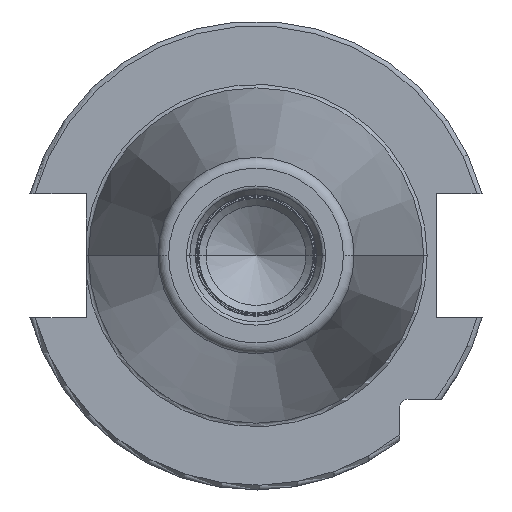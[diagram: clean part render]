
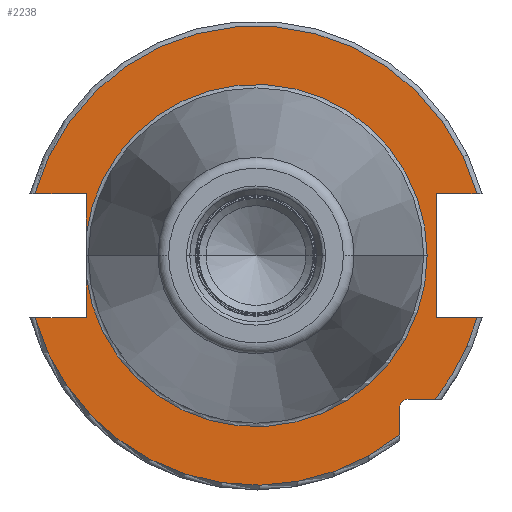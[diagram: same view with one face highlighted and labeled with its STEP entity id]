
A CAD part, left-side view. The second image highlights one B-rep face of the part: STEP entity #2238.
In plain terms, the highlighted planar face has unit normal (-1, 0, 0).
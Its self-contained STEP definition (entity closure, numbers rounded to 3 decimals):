
#117=CARTESIAN_POINT('',(3.2,0.,0.));
#118=DIRECTION('',(-1.,0.,0.));
#119=DIRECTION('',(0.,0.992,-0.124));
#120=AXIS2_PLACEMENT_3D('',#117,#118,#119);
#554=DIRECTION('',(0.,-1.,0.));
#555=VECTOR('',#554,5.654);
#556=CARTESIAN_POINT('',(3.2,-31.6,-29.85));
#557=LINE('',#556,#555);
#558=DIRECTION('',(0.,0.,1.));
#559=VECTOR('',#558,5.654);
#560=CARTESIAN_POINT('',(3.2,-29.85,-37.254));
#561=LINE('',#560,#559);
#562=CARTESIAN_POINT('',(3.2,0.,0.));
#563=DIRECTION('',(-1.,0.,0.));
#564=DIRECTION('',(0.,0.963,-0.27));
#565=AXIS2_PLACEMENT_3D('',#562,#563,#564);
#567=DIRECTION('',(0.,-1.,0.));
#568=VECTOR('',#567,10.661);
#569=CARTESIAN_POINT('',(3.2,45.961,-12.9));
#570=LINE('',#569,#568);
#571=DIRECTION('',(0.,0.,-1.));
#572=VECTOR('',#571,8.485);
#573=CARTESIAN_POINT('',(3.2,35.3,-4.415));
#574=LINE('',#573,#572);
#575=DIRECTION('',(0.,0.,-1.));
#576=VECTOR('',#575,8.485);
#577=CARTESIAN_POINT('',(3.2,35.3,12.9));
#578=LINE('',#577,#576);
#579=DIRECTION('',(0.,-1.,0.));
#580=VECTOR('',#579,10.661);
#581=CARTESIAN_POINT('',(3.2,45.961,12.9));
#582=LINE('',#581,#580);
#583=CARTESIAN_POINT('',(3.2,0.,0.));
#584=DIRECTION('',(1.,0.,0.));
#585=DIRECTION('',(0.,0.963,0.27));
#586=AXIS2_PLACEMENT_3D('',#583,#584,#585);
#588=DIRECTION('',(0.,1.,0.));
#589=VECTOR('',#588,8.461);
#590=CARTESIAN_POINT('',(3.2,-45.961,12.9));
#591=LINE('',#590,#589);
#592=DIRECTION('',(0.,0.,1.));
#593=VECTOR('',#592,25.8);
#594=CARTESIAN_POINT('',(3.2,-37.5,-12.9));
#595=LINE('',#594,#593);
#596=DIRECTION('',(0.,1.,0.));
#597=VECTOR('',#596,8.461);
#598=CARTESIAN_POINT('',(3.2,-45.961,-12.9));
#599=LINE('',#598,#597);
#600=CARTESIAN_POINT('',(3.2,0.,0.));
#601=DIRECTION('',(-1.,0.,0.));
#602=DIRECTION('',(0.,-0.78,-0.625));
#603=AXIS2_PLACEMENT_3D('',#600,#601,#602);
#614=CARTESIAN_POINT('',(3.2,-31.6,-31.6));
#615=DIRECTION('',(1.,0.,0.));
#616=DIRECTION('',(0.,1.,0.));
#617=AXIS2_PLACEMENT_3D('',#614,#615,#616);
#780=CARTESIAN_POINT('',(3.2,-37.254,-29.85));
#1006=CARTESIAN_POINT('',(3.2,0.,0.));
#1007=DIRECTION('',(1.,0.,0.));
#1008=DIRECTION('',(0.,0.992,0.124));
#1009=AXIS2_PLACEMENT_3D('',#1006,#1007,#1008);
#1256=CARTESIAN_POINT('',(3.2,-35.575,0.));
#1258=VERTEX_POINT('',#1256);
#1390=CARTESIAN_POINT('',(3.2,45.961,12.9));
#1391=CARTESIAN_POINT('',(3.2,35.3,12.9));
#1392=VERTEX_POINT('',#1390);
#1393=VERTEX_POINT('',#1391);
#1394=CARTESIAN_POINT('',(3.2,35.3,4.415));
#1395=VERTEX_POINT('',#1394);
#1396=CARTESIAN_POINT('',(3.2,35.3,-4.415));
#1397=CARTESIAN_POINT('',(3.2,35.3,-12.9));
#1398=VERTEX_POINT('',#1396);
#1399=VERTEX_POINT('',#1397);
#1400=CARTESIAN_POINT('',(3.2,45.961,-12.9));
#1401=VERTEX_POINT('',#1400);
#1402=CARTESIAN_POINT('',(3.2,-45.961,-12.9));
#1403=CARTESIAN_POINT('',(3.2,-37.5,-12.9));
#1404=VERTEX_POINT('',#1402);
#1405=VERTEX_POINT('',#1403);
#1406=CARTESIAN_POINT('',(3.2,-37.5,12.9));
#1407=VERTEX_POINT('',#1406);
#1408=CARTESIAN_POINT('',(3.2,-45.961,12.9));
#1409=VERTEX_POINT('',#1408);
#1441=CARTESIAN_POINT('',(3.2,-29.85,-37.254));
#1442=VERTEX_POINT('',#1441);
#1447=CARTESIAN_POINT('',(3.2,-29.85,-31.6));
#1448=CARTESIAN_POINT('',(3.2,-31.6,-29.85));
#1449=VERTEX_POINT('',#1447);
#1450=VERTEX_POINT('',#1448);
#1469=VERTEX_POINT('',#780);
#2208=CARTESIAN_POINT('',(3.2,0.,0.));
#2209=DIRECTION('',(1.,0.,0.));
#2210=DIRECTION('',(0.,-1.,0.));
#2211=AXIS2_PLACEMENT_3D('',#2208,#2209,#2210);
#2212=PLANE('',#2211);
#2214=ORIENTED_EDGE('',*,*,#2213,.F.);
#2216=ORIENTED_EDGE('',*,*,#2215,.F.);
#2218=ORIENTED_EDGE('',*,*,#2217,.F.);
#2220=ORIENTED_EDGE('',*,*,#2219,.F.);
#2221=ORIENTED_EDGE('',*,*,#1935,.T.);
#2222=ORIENTED_EDGE('',*,*,#1673,.F.);
#2223=ORIENTED_EDGE('',*,*,#1648,.T.);
#2225=ORIENTED_EDGE('',*,*,#2224,.F.);
#2226=ORIENTED_EDGE('',*,*,#1668,.F.);
#2227=ORIENTED_EDGE('',*,*,#2005,.F.);
#2228=ORIENTED_EDGE('',*,*,#2203,.T.);
#2229=ORIENTED_EDGE('',*,*,#2063,.T.);
#2231=ORIENTED_EDGE('',*,*,#2230,.F.);
#2233=ORIENTED_EDGE('',*,*,#2232,.F.);
#2235=ORIENTED_EDGE('',*,*,#2234,.F.);
#2236=EDGE_LOOP('',(#2214,#2216,#2218,#2220,#2221,#2222,#2223,#2225,#2226,#2227,
#2228,#2229,#2231,#2233,#2235));
#2237=FACE_OUTER_BOUND('',#2236,.F.);
#2238=ADVANCED_FACE('',(#2237),#2212,.F.);
#121=CIRCLE('',#120,35.575);
#566=CIRCLE('',#565,47.738);
#587=CIRCLE('',#586,47.738);
#604=CIRCLE('',#603,47.738);
#618=CIRCLE('',#617,1.75);
#1010=CIRCLE('',#1009,35.575);
#1648=EDGE_CURVE('',#1398,#1258,#121,.T.);
#1668=EDGE_CURVE('',#1393,#1395,#578,.T.);
#1673=EDGE_CURVE('',#1398,#1399,#574,.T.);
#1935=EDGE_CURVE('',#1401,#1399,#570,.T.);
#2005=EDGE_CURVE('',#1392,#1393,#582,.T.);
#2063=EDGE_CURVE('',#1409,#1407,#591,.T.);
#2203=EDGE_CURVE('',#1392,#1409,#587,.T.);
#2213=EDGE_CURVE('',#1450,#1469,#557,.T.);
#2215=EDGE_CURVE('',#1449,#1450,#618,.T.);
#2217=EDGE_CURVE('',#1442,#1449,#561,.T.);
#2219=EDGE_CURVE('',#1401,#1442,#566,.T.);
#2224=EDGE_CURVE('',#1395,#1258,#1010,.T.);
#2230=EDGE_CURVE('',#1405,#1407,#595,.T.);
#2232=EDGE_CURVE('',#1404,#1405,#599,.T.);
#2234=EDGE_CURVE('',#1469,#1404,#604,.T.);
